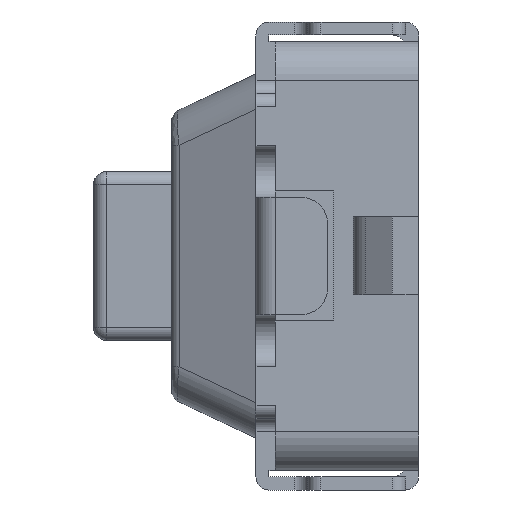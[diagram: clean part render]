
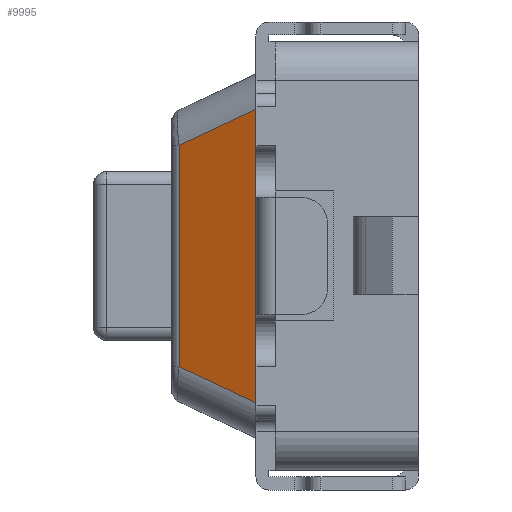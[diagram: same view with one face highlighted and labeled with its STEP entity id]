
A CAD part, left-side view. The second image highlights one B-rep face of the part: STEP entity #9995.
In plain terms, the highlighted planar face has unit normal (-0.906, 0.423, 0).
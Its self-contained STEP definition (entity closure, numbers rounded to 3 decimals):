
#10 = CARTESIAN_POINT ( 'NONE',  ( -1.974, 1.842, 0.852 ) ) ;
#990 = EDGE_CURVE ( 'NONE', #8353, #7949, #3768, .T. ) ;
#1521 = EDGE_LOOP ( 'NONE', ( #1977, #1838, #4181, #4768 ) ) ;
#1640 = CARTESIAN_POINT ( 'NONE',  ( -2.25, 1.25, -1.128 ) ) ;
#1699 = VERTEX_POINT ( 'NONE', #10 ) ;
#1838 = ORIENTED_EDGE ( 'NONE', *, *, #6926, .T. ) ;
#1936 = FACE_OUTER_BOUND ( 'NONE', #1521, .T. ) ;
#1977 = ORIENTED_EDGE ( 'NONE', *, *, #990, .T. ) ;
#2035 = DIRECTION ( 'NONE',  ( 0., 0., 1. ) ) ;
#2334 = EDGE_CURVE ( 'NONE', #1699, #7393, #8916, .T. ) ;
#2414 = CARTESIAN_POINT ( 'NONE',  ( -1.974, 1.842, -0.852 ) ) ;
#2736 = DIRECTION ( 'NONE',  ( -0.389, -0.835, 0.389 ) ) ;
#2820 = DIRECTION ( 'NONE',  ( -0.906, 0.423, 0. ) ) ;
#3303 = LINE ( 'NONE', #1640, #9907 ) ;
#3529 = CARTESIAN_POINT ( 'NONE',  ( -2.25, 1.25, 1.128 ) ) ;
#3758 = PLANE ( 'NONE',  #3839 ) ;
#3768 = LINE ( 'NONE', #6728, #7235 ) ;
#3839 = AXIS2_PLACEMENT_3D ( 'NONE', #9746, #2820, #2035 ) ;
#4181 = ORIENTED_EDGE ( 'NONE', *, *, #2334, .F. ) ;
#4768 = ORIENTED_EDGE ( 'NONE', *, *, #6928, .F. ) ;
#4786 = DIRECTION ( 'NONE',  ( 0., 0., 1. ) ) ;
#5672 = VECTOR ( 'NONE', #4786, 1000. ) ;
#6578 = DIRECTION ( 'NONE',  ( 0., 0., 1. ) ) ;
#6728 = CARTESIAN_POINT ( 'NONE',  ( -1.974, 1.842, -0.852 ) ) ;
#6876 = DIRECTION ( 'NONE',  ( -0.389, -0.835, -0.389 ) ) ;
#6926 = EDGE_CURVE ( 'NONE', #7949, #7393, #3303, .T. ) ;
#6928 = EDGE_CURVE ( 'NONE', #8353, #1699, #7303, .T. ) ;
#7235 = VECTOR ( 'NONE', #6876, 1000. ) ;
#7303 = LINE ( 'NONE', #7906, #5672 ) ;
#7393 = VERTEX_POINT ( 'NONE', #3529 ) ;
#7906 = CARTESIAN_POINT ( 'NONE',  ( -1.974, 1.842, -0.852 ) ) ;
#7949 = VERTEX_POINT ( 'NONE', #9884 ) ;
#8353 = VERTEX_POINT ( 'NONE', #2414 ) ;
#8444 = CARTESIAN_POINT ( 'NONE',  ( -1.974, 1.842, 0.852 ) ) ;
#8916 = LINE ( 'NONE', #8444, #9955 ) ;
#9746 = CARTESIAN_POINT ( 'NONE',  ( -2.25, 1.25, -2.49 ) ) ;
#9884 = CARTESIAN_POINT ( 'NONE',  ( -2.25, 1.25, -1.128 ) ) ;
#9907 = VECTOR ( 'NONE', #6578, 1000. ) ;
#9955 = VECTOR ( 'NONE', #2736, 1000. ) ;
#9995 = ADVANCED_FACE ( 'NONE', ( #1936 ), #3758, .T. ) ;
